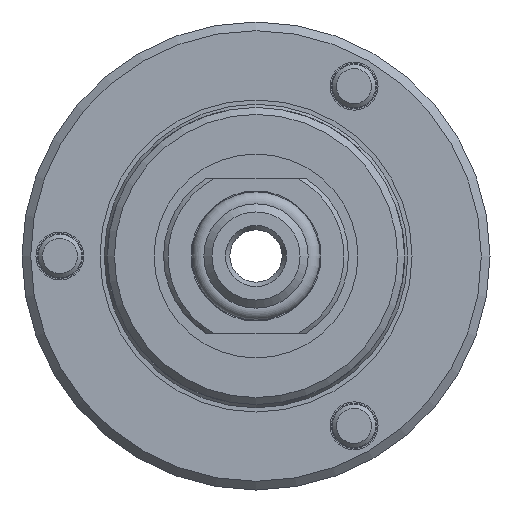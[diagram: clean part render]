
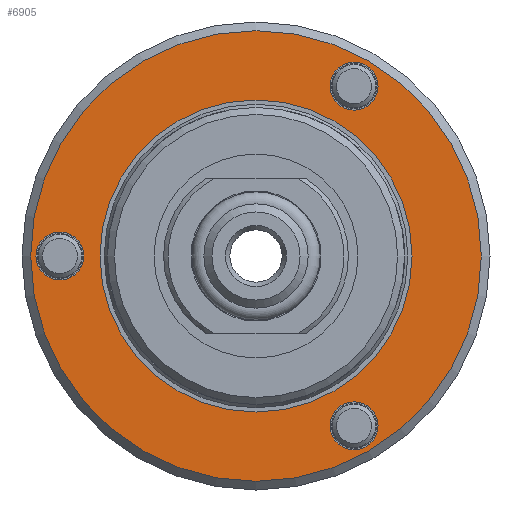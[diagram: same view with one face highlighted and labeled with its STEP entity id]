
A CAD part, left-side view. The second image highlights one B-rep face of the part: STEP entity #6905.
In plain terms, the highlighted planar face has unit normal (-1, 0, 0).
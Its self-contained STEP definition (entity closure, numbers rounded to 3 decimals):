
#255=PLANE('',#7348);
#402=FACE_BOUND('',#2071,.T.);
#403=FACE_BOUND('',#2072,.T.);
#404=FACE_BOUND('',#2073,.T.);
#405=FACE_BOUND('',#2074,.T.);
#1662=FACE_OUTER_BOUND('',#2070,.T.);
#2070=EDGE_LOOP('',(#4697));
#2071=EDGE_LOOP('',(#4698,#4699));
#2072=EDGE_LOOP('',(#4700,#4701));
#2073=EDGE_LOOP('',(#4702,#4703));
#2074=EDGE_LOOP('',(#4704,#4705));
#2524=CIRCLE('',#7346,17.9);
#2525=CIRCLE('',#7347,17.9);
#2526=CIRCLE('',#7349,25.85);
#2527=CIRCLE('',#7350,2.75);
#2528=CIRCLE('',#7351,2.75);
#2529=CIRCLE('',#7352,2.75);
#2530=CIRCLE('',#7353,2.75);
#2531=CIRCLE('',#7354,2.75);
#2532=CIRCLE('',#7355,2.75);
#2840=VERTEX_POINT('',#9991);
#2841=VERTEX_POINT('',#9992);
#2842=VERTEX_POINT('',#9997);
#2843=VERTEX_POINT('',#9999);
#2844=VERTEX_POINT('',#10000);
#2845=VERTEX_POINT('',#10003);
#2846=VERTEX_POINT('',#10004);
#2847=VERTEX_POINT('',#10007);
#2848=VERTEX_POINT('',#10008);
#3581=EDGE_CURVE('',#2840,#2841,#2524,.T.);
#3582=EDGE_CURVE('',#2841,#2840,#2525,.T.);
#3584=EDGE_CURVE('',#2842,#2842,#2526,.T.);
#3585=EDGE_CURVE('',#2843,#2844,#2527,.T.);
#3586=EDGE_CURVE('',#2844,#2843,#2528,.T.);
#3587=EDGE_CURVE('',#2845,#2846,#2529,.T.);
#3588=EDGE_CURVE('',#2846,#2845,#2530,.T.);
#3589=EDGE_CURVE('',#2847,#2848,#2531,.T.);
#3590=EDGE_CURVE('',#2848,#2847,#2532,.T.);
#4697=ORIENTED_EDGE('',*,*,#3584,.F.);
#4698=ORIENTED_EDGE('',*,*,#3585,.T.);
#4699=ORIENTED_EDGE('',*,*,#3586,.T.);
#4700=ORIENTED_EDGE('',*,*,#3587,.T.);
#4701=ORIENTED_EDGE('',*,*,#3588,.T.);
#4702=ORIENTED_EDGE('',*,*,#3589,.T.);
#4703=ORIENTED_EDGE('',*,*,#3590,.T.);
#4704=ORIENTED_EDGE('',*,*,#3581,.T.);
#4705=ORIENTED_EDGE('',*,*,#3582,.T.);
#6905=ADVANCED_FACE('',(#1662,#402,#403,#404,#405),#255,.T.);
#7346=AXIS2_PLACEMENT_3D('',#9993,#7977,#7978);
#7347=AXIS2_PLACEMENT_3D('',#9994,#7979,#7980);
#7348=AXIS2_PLACEMENT_3D('',#9996,#7982,#7983);
#7349=AXIS2_PLACEMENT_3D('',#9998,#7984,#7985);
#7350=AXIS2_PLACEMENT_3D('',#10001,#7986,#7987);
#7351=AXIS2_PLACEMENT_3D('',#10002,#7988,#7989);
#7352=AXIS2_PLACEMENT_3D('',#10005,#7990,#7991);
#7353=AXIS2_PLACEMENT_3D('',#10006,#7992,#7993);
#7354=AXIS2_PLACEMENT_3D('',#10009,#7994,#7995);
#7355=AXIS2_PLACEMENT_3D('',#10010,#7996,#7997);
#7977=DIRECTION('center_axis',(1.,0.,0.));
#7978=DIRECTION('ref_axis',(0.,1.,0.));
#7979=DIRECTION('center_axis',(1.,0.,0.));
#7980=DIRECTION('ref_axis',(0.,1.,0.));
#7982=DIRECTION('center_axis',(-1.,0.,0.));
#7983=DIRECTION('ref_axis',(0.,0.,1.));
#7984=DIRECTION('center_axis',(1.,0.,0.));
#7985=DIRECTION('ref_axis',(0.,-1.,0.));
#7986=DIRECTION('center_axis',(1.,0.,0.));
#7987=DIRECTION('ref_axis',(0.,0.866,-0.5));
#7988=DIRECTION('center_axis',(1.,0.,0.));
#7989=DIRECTION('ref_axis',(0.,0.866,-0.5));
#7990=DIRECTION('center_axis',(1.,0.,0.));
#7991=DIRECTION('ref_axis',(0.,-0.866,-0.5));
#7992=DIRECTION('center_axis',(1.,0.,0.));
#7993=DIRECTION('ref_axis',(0.,-0.866,-0.5));
#7994=DIRECTION('center_axis',(1.,0.,0.));
#7995=DIRECTION('ref_axis',(0.,0.,1.));
#7996=DIRECTION('center_axis',(1.,0.,0.));
#7997=DIRECTION('ref_axis',(0.,0.,1.));
#9991=CARTESIAN_POINT('',(5.1,17.9,0.));
#9992=CARTESIAN_POINT('',(5.1,-17.9,0.));
#9993=CARTESIAN_POINT('Origin',(5.1,0.,0.));
#9994=CARTESIAN_POINT('Origin',(5.1,0.,0.));
#9996=CARTESIAN_POINT('Origin',(5.1,21.054,0.));
#9997=CARTESIAN_POINT('',(5.1,25.85,0.));
#9998=CARTESIAN_POINT('Origin',(5.1,0.,0.));
#9999=CARTESIAN_POINT('',(5.1,-8.868,-20.861));
#10000=CARTESIAN_POINT('',(5.1,-13.632,-18.111));
#10001=CARTESIAN_POINT('Origin',(5.1,-11.25,-19.486));
#10002=CARTESIAN_POINT('Origin',(5.1,-11.25,-19.486));
#10003=CARTESIAN_POINT('',(5.1,-13.632,18.111));
#10004=CARTESIAN_POINT('',(5.1,-8.868,20.861));
#10005=CARTESIAN_POINT('Origin',(5.1,-11.25,19.486));
#10006=CARTESIAN_POINT('Origin',(5.1,-11.25,19.486));
#10007=CARTESIAN_POINT('',(5.1,22.5,2.75));
#10008=CARTESIAN_POINT('',(5.1,22.5,-2.75));
#10009=CARTESIAN_POINT('Origin',(5.1,22.5,0.));
#10010=CARTESIAN_POINT('Origin',(5.1,22.5,0.));
